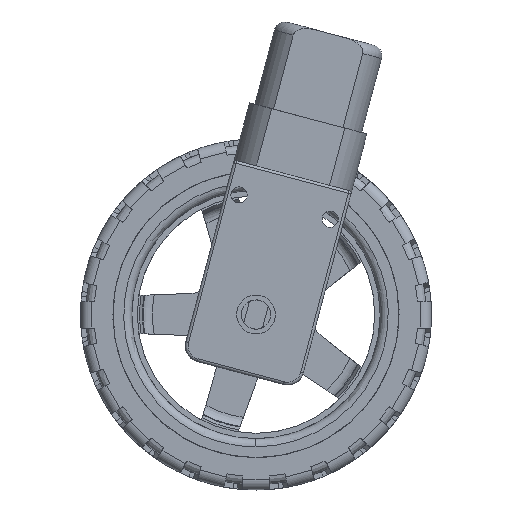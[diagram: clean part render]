
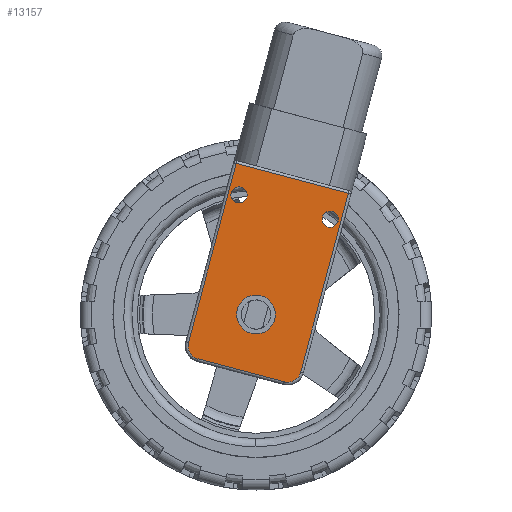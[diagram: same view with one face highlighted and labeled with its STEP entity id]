
A CAD part, left-side view. The second image highlights one B-rep face of the part: STEP entity #13157.
In plain terms, the highlighted planar face has unit normal (-1, 0, 0).
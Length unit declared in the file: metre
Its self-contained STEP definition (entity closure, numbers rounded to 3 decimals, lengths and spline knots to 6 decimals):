
#1179=B_SPLINE_CURVE_WITH_KNOTS('',3,(#26591,#26592,#26593,#26594,#26595,
#26596,#26597),.UNSPECIFIED.,.F.,.F.,(4,1,1,1,4),(0.,0.25,0.5,0.75,1.),
 .UNSPECIFIED.);
#1180=B_SPLINE_CURVE_WITH_KNOTS('',3,(#26606,#26607,#26608,#26609,#26610,
#26611,#26612),.UNSPECIFIED.,.F.,.F.,(4,1,1,1,4),(0.,0.25,0.5,0.75,1.),
 .UNSPECIFIED.);
#1630=PLANE('',#14802);
#2234=CIRCLE('',#14795,0.0036);
#2235=CIRCLE('',#14796,0.0036);
#2240=CIRCLE('',#14803,0.0015);
#2241=CIRCLE('',#14804,0.0015);
#2242=CIRCLE('',#14805,0.0015);
#2243=CIRCLE('',#14806,0.0015);
#6080=ORIENTED_EDGE('',*,*,#8289,.F.);
#6081=ORIENTED_EDGE('',*,*,#8290,.F.);
#6082=ORIENTED_EDGE('',*,*,#8291,.F.);
#6083=ORIENTED_EDGE('',*,*,#8292,.F.);
#6084=ORIENTED_EDGE('',*,*,#8283,.T.);
#6085=ORIENTED_EDGE('',*,*,#8284,.T.);
#6086=ORIENTED_EDGE('',*,*,#8293,.F.);
#6087=ORIENTED_EDGE('',*,*,#8294,.F.);
#6088=ORIENTED_EDGE('',*,*,#8295,.F.);
#6089=ORIENTED_EDGE('',*,*,#8296,.F.);
#6090=ORIENTED_EDGE('',*,*,#8297,.F.);
#6091=ORIENTED_EDGE('',*,*,#8298,.F.);
#8283=EDGE_CURVE('',#9762,#9763,#2234,.T.);
#8284=EDGE_CURVE('',#9763,#9762,#2235,.T.);
#8289=EDGE_CURVE('',#9768,#9769,#2240,.T.);
#8290=EDGE_CURVE('',#9769,#9768,#2241,.T.);
#8291=EDGE_CURVE('',#9770,#9771,#2242,.T.);
#8292=EDGE_CURVE('',#9771,#9770,#2243,.T.);
#8293=EDGE_CURVE('',#9772,#9773,#1179,.F.);
#8294=EDGE_CURVE('',#9774,#9772,#10174,.T.);
#8295=EDGE_CURVE('',#9775,#9774,#10175,.T.);
#8296=EDGE_CURVE('',#9776,#9775,#10176,.T.);
#8297=EDGE_CURVE('',#9777,#9776,#1180,.F.);
#8298=EDGE_CURVE('',#9773,#9777,#10177,.T.);
#9762=VERTEX_POINT('',#26570);
#9763=VERTEX_POINT('',#26571);
#9768=VERTEX_POINT('',#26584);
#9769=VERTEX_POINT('',#26585);
#9770=VERTEX_POINT('',#26588);
#9771=VERTEX_POINT('',#26589);
#9772=VERTEX_POINT('',#26598);
#9773=VERTEX_POINT('',#26599);
#9774=VERTEX_POINT('',#26601);
#9775=VERTEX_POINT('',#26603);
#9776=VERTEX_POINT('',#26605);
#9777=VERTEX_POINT('',#26613);
#10174=LINE('',#26600,#10536);
#10175=LINE('',#26602,#10537);
#10176=LINE('',#26604,#10538);
#10177=LINE('',#26614,#10539);
#10536=VECTOR('',#18013,1.);
#10537=VECTOR('',#18014,1.);
#10538=VECTOR('',#18015,1.);
#10539=VECTOR('',#18016,1.);
#11352=EDGE_LOOP('',(#6080,#6081));
#11353=EDGE_LOOP('',(#6082,#6083));
#11354=EDGE_LOOP('',(#6084,#6085));
#11355=EDGE_LOOP('',(#6086,#6087,#6088,#6089,#6090,#6091));
#12192=FACE_BOUND('',#11352,.T.);
#12193=FACE_BOUND('',#11353,.T.);
#12194=FACE_BOUND('',#11354,.T.);
#12195=FACE_BOUND('',#11355,.T.);
#13157=ADVANCED_FACE('',(#12192,#12193,#12194,#12195),#1630,.F.);
#14795=AXIS2_PLACEMENT_3D('',#26569,#17989,#17990);
#14796=AXIS2_PLACEMENT_3D('',#26572,#17991,#17992);
#14802=AXIS2_PLACEMENT_3D('',#26582,#18003,#18004);
#14803=AXIS2_PLACEMENT_3D('',#26583,#18005,#18006);
#14804=AXIS2_PLACEMENT_3D('',#26586,#18007,#18008);
#14805=AXIS2_PLACEMENT_3D('',#26587,#18009,#18010);
#14806=AXIS2_PLACEMENT_3D('',#26590,#18011,#18012);
#17989=DIRECTION('',(1.,0.,0.));
#17990=DIRECTION('',(0.,0.,-1.));
#17991=DIRECTION('',(1.,0.,0.));
#17992=DIRECTION('',(0.,0.,-1.));
#18003=DIRECTION('',(1.,0.,0.));
#18004=DIRECTION('',(0.,-0.966,-0.257));
#18005=DIRECTION('',(-1.,0.,0.));
#18006=DIRECTION('',(0.,0.,1.));
#18007=DIRECTION('',(-1.,0.,0.));
#18008=DIRECTION('',(0.,0.,1.));
#18009=DIRECTION('',(-1.,0.,0.));
#18010=DIRECTION('',(0.,0.,1.));
#18011=DIRECTION('',(-1.,0.,0.));
#18012=DIRECTION('',(0.,0.,1.));
#18013=DIRECTION('',(0.,0.257,-0.966));
#18014=DIRECTION('',(0.,-0.966,-0.257));
#18015=DIRECTION('',(0.,-0.257,0.966));
#18016=DIRECTION('',(0.,0.966,0.257));
#26569=CARTESIAN_POINT('',(-0.027822,-0.00508,0.053));
#26570=CARTESIAN_POINT('',(-0.027822,-0.008559,0.052074));
#26571=CARTESIAN_POINT('',(-0.027822,-0.001601,0.053926));
#26572=CARTESIAN_POINT('',(-0.027822,-0.00508,0.053));
#26582=CARTESIAN_POINT('',(-0.027822,-0.001403,0.080987));
#26583=CARTESIAN_POINT('',(-0.027822,-0.001922,0.075157));
#26584=CARTESIAN_POINT('',(-0.027822,-0.000472,0.075543));
#26585=CARTESIAN_POINT('',(-0.027822,-0.003371,0.074772));
#26586=CARTESIAN_POINT('',(-0.027822,-0.001922,0.075157));
#26587=CARTESIAN_POINT('',(-0.027822,-0.018833,0.070657));
#26588=CARTESIAN_POINT('',(-0.027822,-0.017384,0.071043));
#26589=CARTESIAN_POINT('',(-0.027822,-0.020283,0.070271));
#26590=CARTESIAN_POINT('',(-0.027822,-0.018833,0.070657));
#26591=CARTESIAN_POINT('',(-0.027822,-0.010301,0.040538));
#26592=CARTESIAN_POINT('',(-0.027822,-0.010608,0.040457));
#26593=CARTESIAN_POINT('',(-0.027822,-0.011218,0.040406));
#26594=CARTESIAN_POINT('',(-0.027822,-0.012237,0.040723));
#26595=CARTESIAN_POINT('',(-0.027822,-0.013019,0.04145));
#26596=CARTESIAN_POINT('',(-0.027822,-0.013278,0.042004));
#26597=CARTESIAN_POINT('',(-0.027822,-0.01336,0.042311));
#26598=CARTESIAN_POINT('',(-0.027822,-0.01336,0.042311));
#26599=CARTESIAN_POINT('',(-0.027822,-0.010301,0.040538));
#26600=CARTESIAN_POINT('',(-0.027822,-0.01777,0.058885));
#26601=CARTESIAN_POINT('',(-0.027822,-0.02218,0.075458));
#26602=CARTESIAN_POINT('',(-0.027822,-0.011792,0.078222));
#26603=CARTESIAN_POINT('',(-0.027822,-0.001403,0.080987));
#26604=CARTESIAN_POINT('',(-0.027822,0.003007,0.064413));
#26605=CARTESIAN_POINT('',(-0.027822,0.007417,0.04784));
#26606=CARTESIAN_POINT('',(-0.027822,0.007417,0.04784));
#26607=CARTESIAN_POINT('',(-0.027822,0.007499,0.047533));
#26608=CARTESIAN_POINT('',(-0.027822,0.00755,0.046923));
#26609=CARTESIAN_POINT('',(-0.027822,0.007232,0.045904));
#26610=CARTESIAN_POINT('',(-0.027822,0.006506,0.045122));
#26611=CARTESIAN_POINT('',(-0.027822,0.005951,0.044863));
#26612=CARTESIAN_POINT('',(-0.027822,0.005644,0.044781));
#26613=CARTESIAN_POINT('',(-0.027822,0.005644,0.044781));
#26614=CARTESIAN_POINT('',(-0.027822,-0.002329,0.04266));
